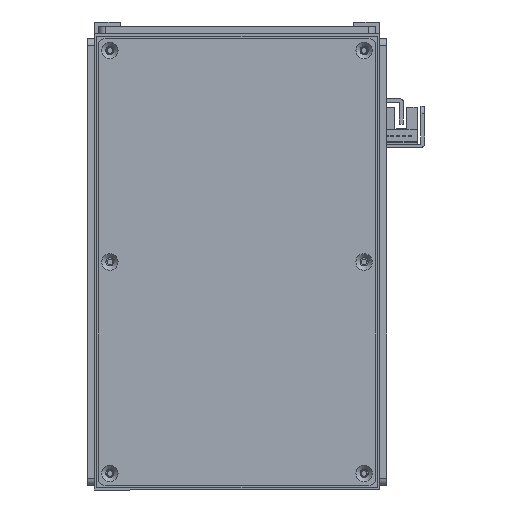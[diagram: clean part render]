
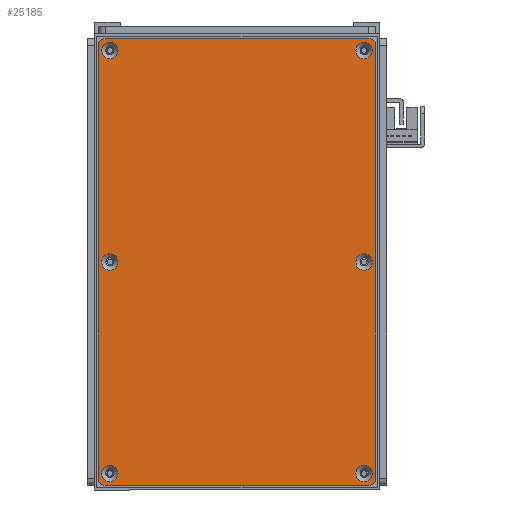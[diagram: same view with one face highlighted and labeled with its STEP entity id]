
A CAD part, front view. The second image highlights one B-rep face of the part: STEP entity #25185.
In plain terms, the highlighted planar face has unit normal (0, -1, 0).
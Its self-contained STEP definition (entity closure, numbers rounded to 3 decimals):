
#1962=FACE_BOUND('',#5986,.T.);
#1963=FACE_BOUND('',#5987,.T.);
#1964=FACE_BOUND('',#5988,.T.);
#1965=FACE_BOUND('',#5989,.T.);
#1966=FACE_BOUND('',#5990,.T.);
#1967=FACE_BOUND('',#5991,.T.);
#3057=CIRCLE('',#27869,3.45);
#3060=CIRCLE('',#27874,3.45);
#3063=CIRCLE('',#27879,3.45);
#3066=CIRCLE('',#27884,3.45);
#3069=CIRCLE('',#27889,3.45);
#3072=CIRCLE('',#27894,3.45);
#3075=CIRCLE('',#27899,3.);
#3077=CIRCLE('',#27902,3.);
#3078=CIRCLE('',#27903,3.);
#3079=CIRCLE('',#27904,3.);
#4358=FACE_OUTER_BOUND('',#5985,.T.);
#5985=EDGE_LOOP('',(#22711,#22712,#22713,#22714,#22715,#22716,#22717,#22718));
#5986=EDGE_LOOP('',(#22719));
#5987=EDGE_LOOP('',(#22720));
#5988=EDGE_LOOP('',(#22721));
#5989=EDGE_LOOP('',(#22722));
#5990=EDGE_LOOP('',(#22723));
#5991=EDGE_LOOP('',(#22724));
#8126=LINE('',#43452,#10274);
#8127=LINE('',#43456,#10275);
#8128=LINE('',#43460,#10276);
#8129=LINE('',#43463,#10277);
#10274=VECTOR('',#34658,10.);
#10275=VECTOR('',#34661,10.);
#10276=VECTOR('',#34664,10.);
#10277=VECTOR('',#34667,10.);
#12596=VERTEX_POINT('',#43382);
#12599=VERTEX_POINT('',#43392);
#12602=VERTEX_POINT('',#43402);
#12605=VERTEX_POINT('',#43412);
#12608=VERTEX_POINT('',#43422);
#12611=VERTEX_POINT('',#43432);
#12614=VERTEX_POINT('',#43442);
#12615=VERTEX_POINT('',#43443);
#12618=VERTEX_POINT('',#43451);
#12619=VERTEX_POINT('',#43453);
#12620=VERTEX_POINT('',#43455);
#12621=VERTEX_POINT('',#43457);
#12622=VERTEX_POINT('',#43459);
#12623=VERTEX_POINT('',#43461);
#15992=EDGE_CURVE('',#12596,#12596,#3057,.T.);
#15997=EDGE_CURVE('',#12599,#12599,#3060,.T.);
#16002=EDGE_CURVE('',#12602,#12602,#3063,.T.);
#16007=EDGE_CURVE('',#12605,#12605,#3066,.T.);
#16012=EDGE_CURVE('',#12608,#12608,#3069,.T.);
#16017=EDGE_CURVE('',#12611,#12611,#3072,.T.);
#16022=EDGE_CURVE('',#12614,#12615,#3075,.T.);
#16026=EDGE_CURVE('',#12614,#12618,#8126,.T.);
#16027=EDGE_CURVE('',#12619,#12618,#3077,.T.);
#16028=EDGE_CURVE('',#12619,#12620,#8127,.T.);
#16029=EDGE_CURVE('',#12621,#12620,#3078,.T.);
#16030=EDGE_CURVE('',#12621,#12622,#8128,.T.);
#16031=EDGE_CURVE('',#12623,#12622,#3079,.T.);
#16032=EDGE_CURVE('',#12623,#12615,#8129,.T.);
#22711=ORIENTED_EDGE('',*,*,#16022,.F.);
#22712=ORIENTED_EDGE('',*,*,#16026,.T.);
#22713=ORIENTED_EDGE('',*,*,#16027,.F.);
#22714=ORIENTED_EDGE('',*,*,#16028,.T.);
#22715=ORIENTED_EDGE('',*,*,#16029,.F.);
#22716=ORIENTED_EDGE('',*,*,#16030,.T.);
#22717=ORIENTED_EDGE('',*,*,#16031,.F.);
#22718=ORIENTED_EDGE('',*,*,#16032,.T.);
#22719=ORIENTED_EDGE('',*,*,#15992,.T.);
#22720=ORIENTED_EDGE('',*,*,#15997,.T.);
#22721=ORIENTED_EDGE('',*,*,#16002,.T.);
#22722=ORIENTED_EDGE('',*,*,#16007,.T.);
#22723=ORIENTED_EDGE('',*,*,#16012,.T.);
#22724=ORIENTED_EDGE('',*,*,#16017,.T.);
#23980=PLANE('',#27901);
#25185=ADVANCED_FACE('',(#4358,#1962,#1963,#1964,#1965,#1966,#1967),#23980,
 .T.);
#27869=AXIS2_PLACEMENT_3D('',#43383,#34578,#34579);
#27874=AXIS2_PLACEMENT_3D('',#43393,#34590,#34591);
#27879=AXIS2_PLACEMENT_3D('',#43403,#34602,#34603);
#27884=AXIS2_PLACEMENT_3D('',#43413,#34614,#34615);
#27889=AXIS2_PLACEMENT_3D('',#43423,#34626,#34627);
#27894=AXIS2_PLACEMENT_3D('',#43433,#34638,#34639);
#27899=AXIS2_PLACEMENT_3D('',#43444,#34650,#34651);
#27901=AXIS2_PLACEMENT_3D('',#43450,#34656,#34657);
#27902=AXIS2_PLACEMENT_3D('',#43454,#34659,#34660);
#27903=AXIS2_PLACEMENT_3D('',#43458,#34662,#34663);
#27904=AXIS2_PLACEMENT_3D('',#43462,#34665,#34666);
#34578=DIRECTION('center_axis',(0.,1.,0.));
#34579=DIRECTION('ref_axis',(1.,0.,0.));
#34590=DIRECTION('center_axis',(0.,1.,0.));
#34591=DIRECTION('ref_axis',(1.,0.,0.));
#34602=DIRECTION('center_axis',(0.,1.,0.));
#34603=DIRECTION('ref_axis',(1.,0.,0.));
#34614=DIRECTION('center_axis',(0.,1.,0.));
#34615=DIRECTION('ref_axis',(1.,0.,0.));
#34626=DIRECTION('center_axis',(0.,1.,0.));
#34627=DIRECTION('ref_axis',(1.,0.,0.));
#34638=DIRECTION('center_axis',(0.,1.,0.));
#34639=DIRECTION('ref_axis',(1.,0.,0.));
#34650=DIRECTION('center_axis',(0.,1.,0.));
#34651=DIRECTION('ref_axis',(-0.707,0.,0.707));
#34656=DIRECTION('center_axis',(0.,-1.,0.));
#34657=DIRECTION('ref_axis',(0.,0.,-1.));
#34658=DIRECTION('',(0.,0.,-1.));
#34659=DIRECTION('center_axis',(0.,1.,0.));
#34660=DIRECTION('ref_axis',(-0.707,0.,-0.707));
#34661=DIRECTION('',(1.,0.,0.));
#34662=DIRECTION('center_axis',(0.,1.,0.));
#34663=DIRECTION('ref_axis',(0.707,0.,-0.707));
#34664=DIRECTION('',(0.,0.,1.));
#34665=DIRECTION('center_axis',(0.,1.,0.));
#34666=DIRECTION('ref_axis',(0.707,0.,0.707));
#34667=DIRECTION('',(-1.,0.,0.));
#43382=CARTESIAN_POINT('',(85.55,-1.5,53.5));
#43383=CARTESIAN_POINT('Origin',(89.,-1.5,53.5));
#43392=CARTESIAN_POINT('',(-3.45,-1.5,-53.5));
#43393=CARTESIAN_POINT('Origin',(0.,-1.5,-53.5));
#43402=CARTESIAN_POINT('',(-92.45,-1.5,53.5));
#43403=CARTESIAN_POINT('Origin',(-89.,-1.5,53.5));
#43412=CARTESIAN_POINT('',(-92.45,-1.5,-53.5));
#43413=CARTESIAN_POINT('Origin',(-89.,-1.5,-53.5));
#43422=CARTESIAN_POINT('',(-3.45,-1.5,53.5));
#43423=CARTESIAN_POINT('Origin',(0.,-1.5,53.5));
#43432=CARTESIAN_POINT('',(85.55,-1.5,-53.5));
#43433=CARTESIAN_POINT('Origin',(89.,-1.5,-53.5));
#43442=CARTESIAN_POINT('',(-94.,-1.5,55.5));
#43443=CARTESIAN_POINT('',(-91.,-1.5,58.5));
#43444=CARTESIAN_POINT('Origin',(-91.,-1.5,55.5));
#43450=CARTESIAN_POINT('Origin',(0.,-1.5,0.));
#43451=CARTESIAN_POINT('',(-94.,-1.5,-55.5));
#43452=CARTESIAN_POINT('',(-94.,-1.5,58.5));
#43453=CARTESIAN_POINT('',(-91.,-1.5,-58.5));
#43454=CARTESIAN_POINT('Origin',(-91.,-1.5,-55.5));
#43455=CARTESIAN_POINT('',(91.,-1.5,-58.5));
#43456=CARTESIAN_POINT('',(-94.,-1.5,-58.5));
#43457=CARTESIAN_POINT('',(94.,-1.5,-55.5));
#43458=CARTESIAN_POINT('Origin',(91.,-1.5,-55.5));
#43459=CARTESIAN_POINT('',(94.,-1.5,55.5));
#43460=CARTESIAN_POINT('',(94.,-1.5,-58.5));
#43461=CARTESIAN_POINT('',(91.,-1.5,58.5));
#43462=CARTESIAN_POINT('Origin',(91.,-1.5,55.5));
#43463=CARTESIAN_POINT('',(94.,-1.5,58.5));
